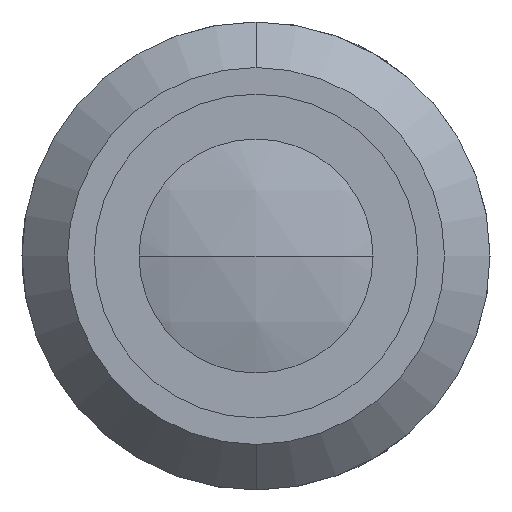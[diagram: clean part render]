
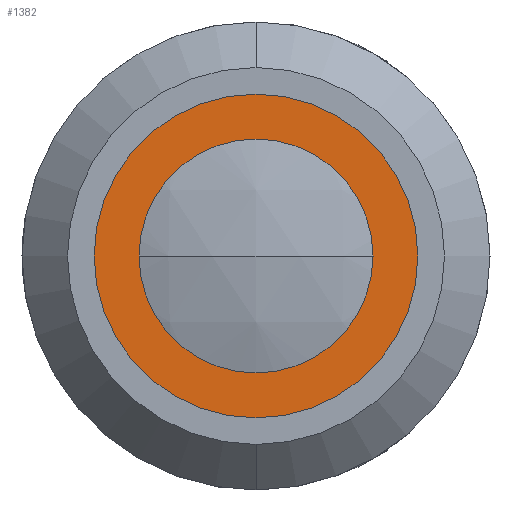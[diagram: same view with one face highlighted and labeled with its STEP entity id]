
A CAD part, left-side view. The second image highlights one B-rep face of the part: STEP entity #1382.
In plain terms, the highlighted planar face has unit normal (-1, 0, 0).
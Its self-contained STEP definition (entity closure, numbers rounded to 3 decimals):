
#5 = ORIENTED_EDGE ( 'NONE', *, *, #3158, .T. ) ;
#11 = DIRECTION ( 'NONE',  ( -1., 0., 0. ) ) ;
#143 = VERTEX_POINT ( 'NONE', #1053 ) ;
#181 = EDGE_LOOP ( 'NONE', ( #250, #1443 ) ) ;
#183 = CIRCLE ( 'NONE', #1073, 9. ) ;
#213 = DIRECTION ( 'NONE',  ( -1., 0., 0. ) ) ;
#250 = ORIENTED_EDGE ( 'NONE', *, *, #1815, .F. ) ;
#320 = DIRECTION ( 'NONE',  ( 0., 0., 1. ) ) ;
#337 = CIRCLE ( 'NONE', #2588, 13.2 ) ;
#412 = CARTESIAN_POINT ( 'NONE',  ( 3.5, 0., 0. ) ) ;
#608 = FACE_BOUND ( 'NONE', #181, .T. ) ;
#977 = DIRECTION ( 'NONE',  ( 1., 0., 0. ) ) ;
#994 = VERTEX_POINT ( 'NONE', #1323 ) ;
#1053 = CARTESIAN_POINT ( 'NONE',  ( 3.5, 0., 13.2 ) ) ;
#1073 = AXIS2_PLACEMENT_3D ( 'NONE', #412, #11, #320 ) ;
#1136 = CARTESIAN_POINT ( 'NONE',  ( 3.5, 0., 0. ) ) ;
#1323 = CARTESIAN_POINT ( 'NONE',  ( 3.5, 0., 9. ) ) ;
#1367 = CIRCLE ( 'NONE', #4049, 13.2 ) ;
#1382 = ADVANCED_FACE ( 'NONE', ( #608, #4156 ), #3871, .F. ) ;
#1443 = ORIENTED_EDGE ( 'NONE', *, *, #3508, .F. ) ;
#1497 = CARTESIAN_POINT ( 'NONE',  ( 3.5, 0., 0. ) ) ;
#1508 = EDGE_CURVE ( 'NONE', #143, #4552, #1367, .T. ) ;
#1565 = VERTEX_POINT ( 'NONE', #2935 ) ;
#1691 = DIRECTION ( 'NONE',  ( 0., 0., -1. ) ) ;
#1815 = EDGE_CURVE ( 'NONE', #994, #1565, #3467, .T. ) ;
#2116 = AXIS2_PLACEMENT_3D ( 'NONE', #4175, #977, #1691 ) ;
#2410 = CARTESIAN_POINT ( 'NONE',  ( 3.5, 0., -13.2 ) ) ;
#2577 = DIRECTION ( 'NONE',  ( -1., 0., 0. ) ) ;
#2588 = AXIS2_PLACEMENT_3D ( 'NONE', #1497, #213, #2951 ) ;
#2728 = ORIENTED_EDGE ( 'NONE', *, *, #1508, .T. ) ;
#2935 = CARTESIAN_POINT ( 'NONE',  ( 3.5, 0., -9. ) ) ;
#2951 = DIRECTION ( 'NONE',  ( 0., 0., 1. ) ) ;
#3158 = EDGE_CURVE ( 'NONE', #4552, #143, #337, .T. ) ;
#3171 = AXIS2_PLACEMENT_3D ( 'NONE', #3993, #4397, #3859 ) ;
#3363 = DIRECTION ( 'NONE',  ( 0., 0., 1. ) ) ;
#3467 = CIRCLE ( 'NONE', #3171, 9. ) ;
#3508 = EDGE_CURVE ( 'NONE', #1565, #994, #183, .T. ) ;
#3859 = DIRECTION ( 'NONE',  ( 0., 0., 1. ) ) ;
#3871 = PLANE ( 'NONE',  #2116 ) ;
#3993 = CARTESIAN_POINT ( 'NONE',  ( 3.5, 0., 0. ) ) ;
#4049 = AXIS2_PLACEMENT_3D ( 'NONE', #1136, #2577, #3363 ) ;
#4156 = FACE_OUTER_BOUND ( 'NONE', #4258, .T. ) ;
#4175 = CARTESIAN_POINT ( 'NONE',  ( 3.5, 13.2, 0. ) ) ;
#4258 = EDGE_LOOP ( 'NONE', ( #2728, #5 ) ) ;
#4397 = DIRECTION ( 'NONE',  ( -1., 0., 0. ) ) ;
#4552 = VERTEX_POINT ( 'NONE', #2410 ) ;
